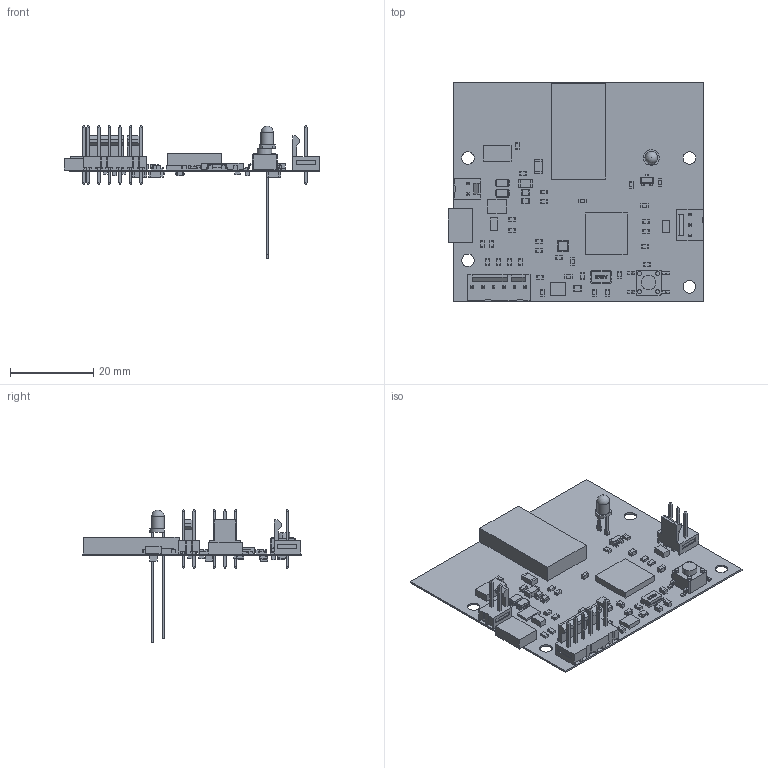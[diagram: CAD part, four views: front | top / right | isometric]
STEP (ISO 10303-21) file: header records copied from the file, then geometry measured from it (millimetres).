
FILE_DESCRIPTION(('Open CASCADE Model'),'2;1');
FILE_NAME('Open CASCADE Shape Model','2019-05-18T13:12:18',('Author'),( 'Open CASCADE'),'Open CASCADE STEP processor 6.8','Open CASCADE 6.8' ,'Unknown');
FILE_SCHEMA(('AUTOMOTIVE_DESIGN { 1 0 10303 214 1 1 1 1 }'));
Length unit declared in the file: millimetre
Products named in the file (153): PCB; Board; Open CASCADE STEP translator 6.8 2.1.1; R8; 6382136320; Extruded; 6382136080; R4; R25; R24; R5; R3; C17; 6382141120; 6382140880; C2; X1; ABM3; U7; 6264291792; U6; 6492926688; U5; 6382404608; 6382404848; U4; 6492917568; U3; 6492486160; U2; U1; 6382141360; SW1; c-4-1437565-1-s-3d; R23; 6264294112; 6264293792; R22; R21; 6382135680 ...
Assembly tree (286 placements, depth 5):
  PCB
    Board
      Open CASCADE STEP translator 6.8 2.1.1
    R8
      6382136320  x2
        Extruded
      6382136080
        Extruded
    R4
      6382136320  x2
        Extruded
      6382136080
        Extruded
    R25
      6382136320  x2
        Extruded
      6382136080
        Extruded
    R24
      6382136320  x2
        Extruded
      6382136080
        Extruded
    R5
      6382136320  x2
        Extruded
      6382136080
        Extruded
    R3
      6382136320  x2
        Extruded
      6382136080
        Extruded
    C17
      6382141120
        Extruded
      6382140880  x2
        Extruded
    C2
      6382141120
        Extruded
      6382140880  x2
        Extruded
    X1
      ABM3
    U7
      6264291792
        Extruded
    U6
      6492926688
        Extruded
    U5
      6382404608
        Extruded
      6382404848
        Extruded
    U4
      6492917568
        Extruded
    U3
Bounding box: 61.22 x 52.58 x 31.87 mm (x, y, z)
Volume: 3811.1 mm3; surface area: 10400.5 mm2
Topology: 189 solids, 189 shells, 1907 faces, 4130 edges, 2620 vertices
Faces by surface type: plane 1665, cylinder 165, bspline 52, sphere 25
Full cylindrical faces by diameter (mm): 1 x2, 1.02 x8, 1.05 x3, 3 x5
Entity records: 34044 total; most frequent: CARTESIAN_POINT 7859, DIRECTION 4624, ORIENTED_EDGE 4350, EDGE_CURVE 2175, LINE 1882, VECTOR 1882, AXIS2_PLACEMENT_3D 1371, VERTEX_POINT 1368
